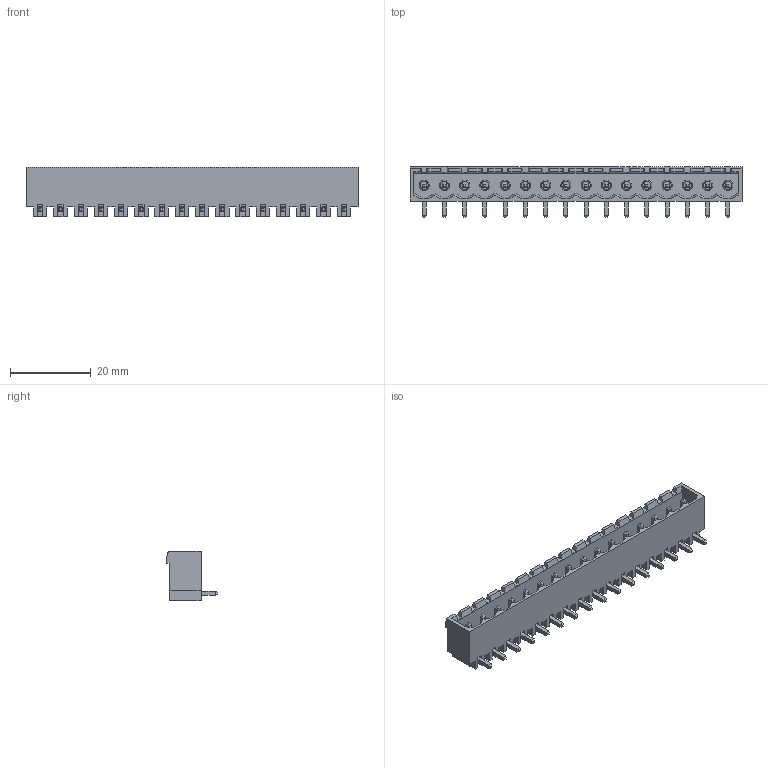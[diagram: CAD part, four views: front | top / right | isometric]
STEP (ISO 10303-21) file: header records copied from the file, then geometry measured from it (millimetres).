
FILE_DESCRIPTION(('STEP AP214'),'1');
FILE_NAME('PV16-5-H-P.stp','2019-10-25T09:27:39',(' '),(' '),'Spatial InterOp 3D',' ',' ');
FILE_SCHEMA(('automotive_design'));
Length unit declared in the file: metre
Products named in the file (1): 1
Bounding box: 82 x 12.5 x 12.2 mm (x, y, z)
Volume: 3651.3 mm3; surface area: 6822.1 mm2
Topology: 1 solids, 1 shells, 699 faces, 1791 edges, 1146 vertices
Faces by surface type: plane 628, cylinder 38, cone 32, extrusion 1
Entity records: 26085 total; most frequent: CARTESIAN_POINT 3703, ORIENTED_EDGE 3518, DIRECTION 3248, EDGE_CURVE 1759, VECTOR 1602, LINE 1601, VERTEX_POINT 1130, AXIS2_PLACEMENT_3D 823
